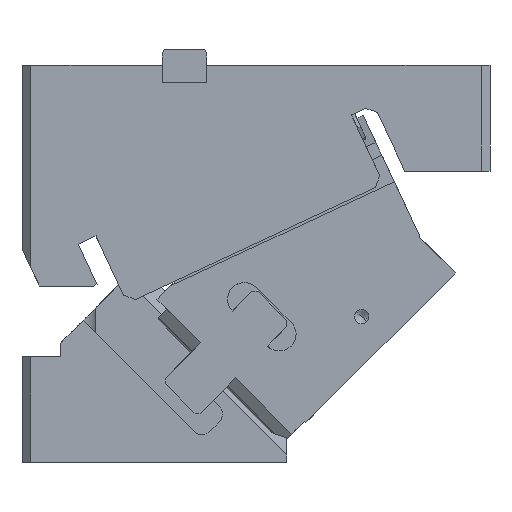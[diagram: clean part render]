
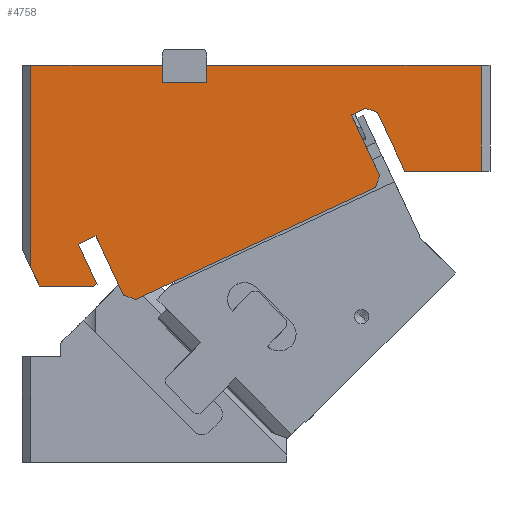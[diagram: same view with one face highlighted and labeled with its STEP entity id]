
A CAD part, front view. The second image highlights one B-rep face of the part: STEP entity #4758.
In plain terms, the highlighted planar face has unit normal (0, -1, 0).
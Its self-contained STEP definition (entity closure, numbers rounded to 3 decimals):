
#459=CARTESIAN_POINT('Vertex',(-210.,-42.5,165.)) ;
#462=CARTESIAN_POINT('Line Origine',(-172.75,-42.5,165.)) ;
#466=CARTESIAN_POINT('Vertex',(-135.5,-42.5,165.)) ;
#732=CARTESIAN_POINT('Line Origine',(-135.5,-42.5,160.)) ;
#736=CARTESIAN_POINT('Vertex',(-135.5,-42.5,155.)) ;
#760=CARTESIAN_POINT('Vertex',(-210.,-42.5,50.458)) ;
#765=CARTESIAN_POINT('Line Origine',(-210.,-42.5,107.729)) ;
#1092=CARTESIAN_POINT('Line Origine',(-123.,-42.5,155.)) ;
#1096=CARTESIAN_POINT('Vertex',(-110.5,-42.5,155.)) ;
#1111=CARTESIAN_POINT('Line Origine',(-110.5,-42.5,160.)) ;
#1115=CARTESIAN_POINT('Vertex',(-110.5,-42.5,165.)) ;
#1148=CARTESIAN_POINT('Vertex',(-20.354,-42.5,140.664)) ;
#1151=CARTESIAN_POINT('Line Origine',(-24.433,-42.5,138.763)) ;
#1155=CARTESIAN_POINT('Vertex',(-28.511,-42.5,136.861)) ;
#1280=CARTESIAN_POINT('Vertex',(-13.71,-42.5,138.246)) ;
#1283=CARTESIAN_POINT('Line Origine',(-17.032,-42.5,139.455)) ;
#1313=CARTESIAN_POINT('Vertex',(1.793,-42.5,105.)) ;
#1316=CARTESIAN_POINT('Line Origine',(-5.958,-42.5,121.623)) ;
#1442=CARTESIAN_POINT('Vertex',(45.,-42.5,105.)) ;
#1445=CARTESIAN_POINT('Line Origine',(23.397,-42.5,105.)) ;
#1535=CARTESIAN_POINT('Vertex',(45.,-42.5,165.)) ;
#1538=CARTESIAN_POINT('Line Origine',(45.,-42.5,135.)) ;
#1550=CARTESIAN_POINT('Line Origine',(-32.75,-42.5,165.)) ;
#1759=CARTESIAN_POINT('Vertex',(-205.123,-42.5,40.)) ;
#1762=CARTESIAN_POINT('Line Origine',(-207.562,-42.5,45.229)) ;
#1878=CARTESIAN_POINT('Vertex',(-174.709,-42.5,40.)) ;
#1881=CARTESIAN_POINT('Line Origine',(-189.916,-42.5,40.)) ;
#1933=CARTESIAN_POINT('Vertex',(-172.502,-42.5,41.029)) ;
#1938=CARTESIAN_POINT('Line Origine',(-173.605,-42.5,40.515)) ;
#1960=CARTESIAN_POINT('Line Origine',(-177.784,-42.5,52.358)) ;
#1964=CARTESIAN_POINT('Vertex',(-183.067,-42.5,63.687)) ;
#2024=CARTESIAN_POINT('Vertex',(-173.098,-42.5,68.336)) ;
#2027=CARTESIAN_POINT('Line Origine',(-178.082,-42.5,66.011)) ;
#4580=CARTESIAN_POINT('Vertex',(-150.816,-42.5,32.384)) ;
#4608=CARTESIAN_POINT('Vertex',(-14.87,-42.5,95.777)) ;
#4611=CARTESIAN_POINT('Line Origine',(-82.843,-42.5,64.08)) ;
#4636=CARTESIAN_POINT('Vertex',(-12.452,-42.5,102.421)) ;
#4639=CARTESIAN_POINT('Line Origine',(-13.661,-42.5,99.099)) ;
#4659=CARTESIAN_POINT('Line Origine',(-154.139,-42.5,33.593)) ;
#4663=CARTESIAN_POINT('Vertex',(-157.461,-42.5,34.802)) ;
#4720=CARTESIAN_POINT('Axis2P3D Location',(-215.,-42.5,165.)) ;
#4725=CARTESIAN_POINT('Line Origine',(-20.481,-42.5,119.641)) ;
#4730=CARTESIAN_POINT('Line Origine',(-165.279,-42.5,51.569)) ;
#463=DIRECTION('Vector Direction',(-1.,0.,0.)) ;
#733=DIRECTION('Vector Direction',(0.,0.,1.)) ;
#766=DIRECTION('Vector Direction',(0.,0.,-1.)) ;
#1093=DIRECTION('Vector Direction',(1.,0.,0.)) ;
#1112=DIRECTION('Vector Direction',(0.,0.,1.)) ;
#1152=DIRECTION('Vector Direction',(0.906,0.,0.423)) ;
#1284=DIRECTION('Vector Direction',(0.94,0.,-0.342)) ;
#1317=DIRECTION('Vector Direction',(0.423,0.,-0.906)) ;
#1446=DIRECTION('Vector Direction',(1.,0.,0.)) ;
#1539=DIRECTION('Vector Direction',(0.,0.,1.)) ;
#1551=DIRECTION('Vector Direction',(-1.,0.,0.)) ;
#1763=DIRECTION('Vector Direction',(-0.423,0.,0.906)) ;
#1882=DIRECTION('Vector Direction',(-1.,0.,0.)) ;
#1939=DIRECTION('Vector Direction',(0.906,0.,0.423)) ;
#1961=DIRECTION('Vector Direction',(-0.423,0.,0.906)) ;
#2028=DIRECTION('Vector Direction',(0.906,0.,0.423)) ;
#4612=DIRECTION('Vector Direction',(0.906,0.,0.423)) ;
#4640=DIRECTION('Vector Direction',(0.342,0.,0.94)) ;
#4660=DIRECTION('Vector Direction',(0.94,0.,-0.342)) ;
#4721=DIRECTION('Axis2P3D Direction',(0.,-1.,0.)) ;
#4722=DIRECTION('Axis2P3D XDirection',(1.,0.,0.)) ;
#4726=DIRECTION('Vector Direction',(-0.423,0.,0.906)) ;
#4731=DIRECTION('Vector Direction',(-0.423,0.,0.906)) ;
#4723=AXIS2_PLACEMENT_3D('Plane Axis2P3D',#4720,#4721,#4722) ;
#4736=ORIENTED_EDGE('',*,*,#4665,.T.) ;
#4737=ORIENTED_EDGE('',*,*,#4615,.T.) ;
#4738=ORIENTED_EDGE('',*,*,#4643,.T.) ;
#4739=ORIENTED_EDGE('',*,*,#4729,.T.) ;
#4740=ORIENTED_EDGE('',*,*,#1157,.T.) ;
#4741=ORIENTED_EDGE('',*,*,#1287,.T.) ;
#4742=ORIENTED_EDGE('',*,*,#1320,.T.) ;
#4743=ORIENTED_EDGE('',*,*,#1449,.T.) ;
#4744=ORIENTED_EDGE('',*,*,#1542,.T.) ;
#4745=ORIENTED_EDGE('',*,*,#1554,.T.) ;
#4746=ORIENTED_EDGE('',*,*,#1117,.F.) ;
#4747=ORIENTED_EDGE('',*,*,#1098,.F.) ;
#4748=ORIENTED_EDGE('',*,*,#738,.T.) ;
#4749=ORIENTED_EDGE('',*,*,#468,.T.) ;
#4750=ORIENTED_EDGE('',*,*,#769,.T.) ;
#4751=ORIENTED_EDGE('',*,*,#1766,.F.) ;
#4752=ORIENTED_EDGE('',*,*,#1885,.F.) ;
#4753=ORIENTED_EDGE('',*,*,#1942,.T.) ;
#4754=ORIENTED_EDGE('',*,*,#1966,.T.) ;
#4755=ORIENTED_EDGE('',*,*,#2031,.T.) ;
#4756=ORIENTED_EDGE('',*,*,#4734,.T.) ;
#464=VECTOR('Line Direction',#463,1.) ;
#734=VECTOR('Line Direction',#733,1.) ;
#767=VECTOR('Line Direction',#766,1.) ;
#1094=VECTOR('Line Direction',#1093,1.) ;
#1113=VECTOR('Line Direction',#1112,1.) ;
#1153=VECTOR('Line Direction',#1152,1.) ;
#1285=VECTOR('Line Direction',#1284,1.) ;
#1318=VECTOR('Line Direction',#1317,1.) ;
#1447=VECTOR('Line Direction',#1446,1.) ;
#1540=VECTOR('Line Direction',#1539,1.) ;
#1552=VECTOR('Line Direction',#1551,1.) ;
#1764=VECTOR('Line Direction',#1763,1.) ;
#1883=VECTOR('Line Direction',#1882,1.) ;
#1940=VECTOR('Line Direction',#1939,1.) ;
#1962=VECTOR('Line Direction',#1961,1.) ;
#2029=VECTOR('Line Direction',#2028,1.) ;
#4613=VECTOR('Line Direction',#4612,1.) ;
#4641=VECTOR('Line Direction',#4640,1.) ;
#4661=VECTOR('Line Direction',#4660,1.) ;
#4727=VECTOR('Line Direction',#4726,1.) ;
#4732=VECTOR('Line Direction',#4731,1.) ;
#4758=ADVANCED_FACE('CAM HOLDER',(#4757),#4724,.T.) ;
#468=EDGE_CURVE('',#467,#460,#465,.T.) ;
#738=EDGE_CURVE('',#737,#467,#735,.T.) ;
#769=EDGE_CURVE('',#460,#761,#768,.T.) ;
#1098=EDGE_CURVE('',#737,#1097,#1095,.T.) ;
#1117=EDGE_CURVE('',#1097,#1116,#1114,.T.) ;
#1157=EDGE_CURVE('',#1156,#1149,#1154,.T.) ;
#1287=EDGE_CURVE('',#1149,#1281,#1286,.T.) ;
#1320=EDGE_CURVE('',#1281,#1314,#1319,.T.) ;
#1449=EDGE_CURVE('',#1314,#1443,#1448,.T.) ;
#1542=EDGE_CURVE('',#1443,#1536,#1541,.T.) ;
#1554=EDGE_CURVE('',#1536,#1116,#1553,.T.) ;
#1766=EDGE_CURVE('',#1760,#761,#1765,.T.) ;
#1885=EDGE_CURVE('',#1879,#1760,#1884,.T.) ;
#1942=EDGE_CURVE('',#1879,#1934,#1941,.T.) ;
#1966=EDGE_CURVE('',#1934,#1965,#1963,.T.) ;
#2031=EDGE_CURVE('',#1965,#2025,#2030,.T.) ;
#4615=EDGE_CURVE('',#4581,#4609,#4614,.T.) ;
#4643=EDGE_CURVE('',#4609,#4637,#4642,.T.) ;
#4665=EDGE_CURVE('',#4664,#4581,#4662,.T.) ;
#4729=EDGE_CURVE('',#4637,#1156,#4728,.T.) ;
#4734=EDGE_CURVE('',#2025,#4664,#4733,.F.) ;
#4735=EDGE_LOOP('',(#4736,#4737,#4738,#4739,#4740,#4741,#4742,#4743,#4744,#4745,#4746,#4747,#4748,#4749,#4750,#4751,#4752,#4753,#4754,#4755,#4756)) ;
#4757=FACE_OUTER_BOUND('',#4735,.T.) ;
#465=LINE('Line',#462,#464) ;
#735=LINE('Line',#732,#734) ;
#768=LINE('Line',#765,#767) ;
#1095=LINE('Line',#1092,#1094) ;
#1114=LINE('Line',#1111,#1113) ;
#1154=LINE('Line',#1151,#1153) ;
#1286=LINE('Line',#1283,#1285) ;
#1319=LINE('Line',#1316,#1318) ;
#1448=LINE('Line',#1445,#1447) ;
#1541=LINE('Line',#1538,#1540) ;
#1553=LINE('Line',#1550,#1552) ;
#1765=LINE('Line',#1762,#1764) ;
#1884=LINE('Line',#1881,#1883) ;
#1941=LINE('Line',#1938,#1940) ;
#1963=LINE('Line',#1960,#1962) ;
#2030=LINE('Line',#2027,#2029) ;
#4614=LINE('Line',#4611,#4613) ;
#4642=LINE('Line',#4639,#4641) ;
#4662=LINE('Line',#4659,#4661) ;
#4728=LINE('Line',#4725,#4727) ;
#4733=LINE('Line',#4730,#4732) ;
#4724=PLANE('Plane',#4723) ;
#460=VERTEX_POINT('',#459) ;
#467=VERTEX_POINT('',#466) ;
#737=VERTEX_POINT('',#736) ;
#761=VERTEX_POINT('',#760) ;
#1097=VERTEX_POINT('',#1096) ;
#1116=VERTEX_POINT('',#1115) ;
#1149=VERTEX_POINT('',#1148) ;
#1156=VERTEX_POINT('',#1155) ;
#1281=VERTEX_POINT('',#1280) ;
#1314=VERTEX_POINT('',#1313) ;
#1443=VERTEX_POINT('',#1442) ;
#1536=VERTEX_POINT('',#1535) ;
#1760=VERTEX_POINT('',#1759) ;
#1879=VERTEX_POINT('',#1878) ;
#1934=VERTEX_POINT('',#1933) ;
#1965=VERTEX_POINT('',#1964) ;
#2025=VERTEX_POINT('',#2024) ;
#4581=VERTEX_POINT('',#4580) ;
#4609=VERTEX_POINT('',#4608) ;
#4637=VERTEX_POINT('',#4636) ;
#4664=VERTEX_POINT('',#4663) ;
